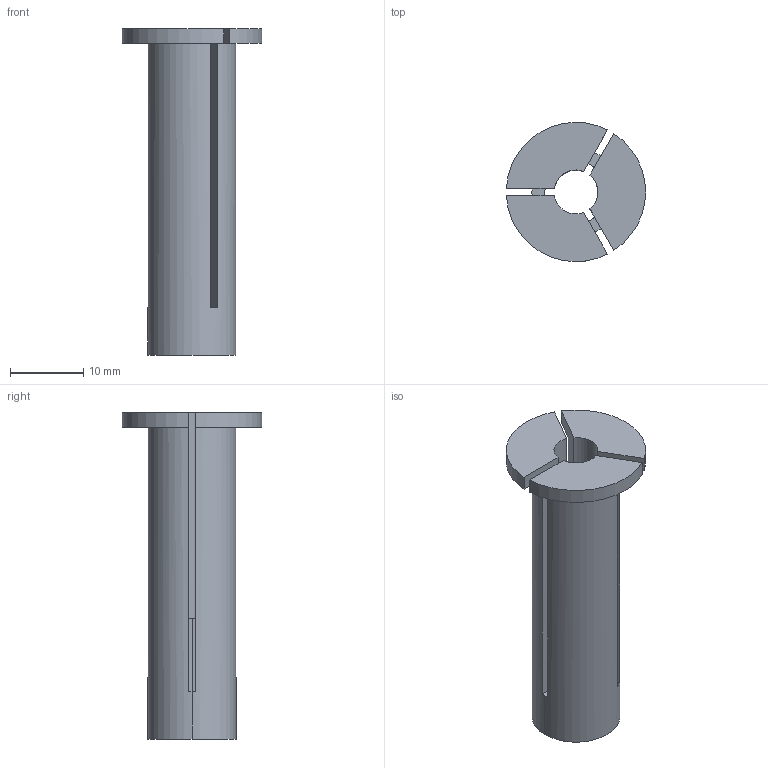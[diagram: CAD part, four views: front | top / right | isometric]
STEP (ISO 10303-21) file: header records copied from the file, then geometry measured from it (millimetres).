
FILE_DESCRIPTION (( 'STEP AP203' ), '1' );
FILE_NAME ('STP-5253-618-012-006-0(84116-06).STEP', '2022-11-22T05:16:54', ( '' ), ( '' ), 'SwSTEP 2.0', 'SolidWorks 2017', '' );
FILE_SCHEMA (( 'CONFIG_CONTROL_DESIGN' ));
Length unit declared in the file: millimetre
Products named in the file (1): STP-5253-618-012-006-0(84116-06)
Bounding box: 18.99 x 18.99 x 44.5 mm (x, y, z)
Volume: 3319.5 mm3; surface area: 3598.5 mm2
Topology: 1 solids, 1 shells, 29 faces, 84 edges, 56 vertices
Faces by surface type: plane 19, cylinder 10
Entity records: 1051 total; most frequent: DIRECTION 176, CARTESIAN_POINT 170, ORIENTED_EDGE 168, EDGE_CURVE 84, AXIS2_PLACEMENT_3D 62, VERTEX_POINT 56, VECTOR 52, LINE 52
